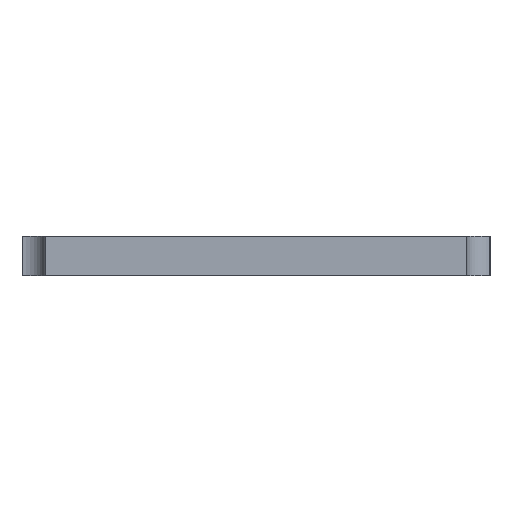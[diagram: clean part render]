
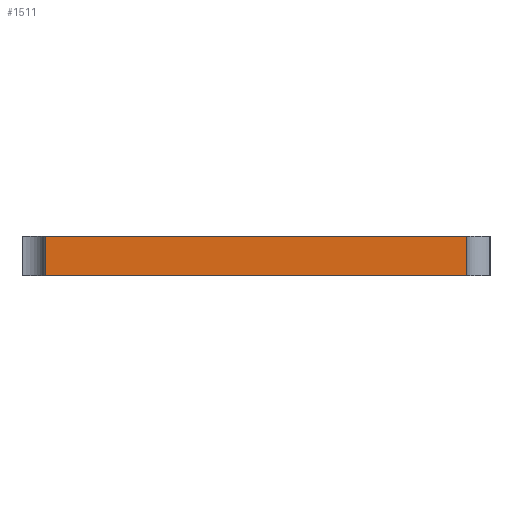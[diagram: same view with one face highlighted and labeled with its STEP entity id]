
A CAD part, left-side view. The second image highlights one B-rep face of the part: STEP entity #1511.
In plain terms, the highlighted planar face has unit normal (-1, 0, 0).
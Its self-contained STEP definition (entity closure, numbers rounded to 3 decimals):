
#146 = VERTEX_POINT('',#147);
#147 = CARTESIAN_POINT('',(108.532,-97.839,0.));
#154 = EDGE_CURVE('',#155,#146,#157,.T.);
#155 = VERTEX_POINT('',#156);
#156 = CARTESIAN_POINT('',(108.532,-148.107,0.));
#157 = LINE('',#158,#159);
#158 = CARTESIAN_POINT('',(108.532,-148.107,0.));
#159 = VECTOR('',#160,1.);
#160 = DIRECTION('',(0.,1.,0.));
#815 = VERTEX_POINT('',#816);
#816 = CARTESIAN_POINT('',(108.532,-97.839,4.69));
#823 = EDGE_CURVE('',#824,#815,#826,.T.);
#824 = VERTEX_POINT('',#825);
#825 = CARTESIAN_POINT('',(108.532,-148.107,4.69));
#826 = LINE('',#827,#828);
#827 = CARTESIAN_POINT('',(108.532,-148.107,4.69));
#828 = VECTOR('',#829,1.);
#829 = DIRECTION('',(0.,1.,0.));
#1481 = EDGE_CURVE('',#146,#815,#1482,.T.);
#1482 = LINE('',#1483,#1484);
#1483 = CARTESIAN_POINT('',(108.532,-97.839,0.));
#1484 = VECTOR('',#1485,1.);
#1485 = DIRECTION('',(0.,0.,1.));
#1511 = ADVANCED_FACE('',(#1512),#1523,.T.);
#1512 = FACE_BOUND('',#1513,.T.);
#1513 = EDGE_LOOP('',(#1514,#1520,#1521,#1522));
#1514 = ORIENTED_EDGE('',*,*,#1515,.T.);
#1515 = EDGE_CURVE('',#155,#824,#1516,.T.);
#1516 = LINE('',#1517,#1518);
#1517 = CARTESIAN_POINT('',(108.532,-148.107,0.));
#1518 = VECTOR('',#1519,1.);
#1519 = DIRECTION('',(0.,0.,1.));
#1520 = ORIENTED_EDGE('',*,*,#823,.T.);
#1521 = ORIENTED_EDGE('',*,*,#1481,.F.);
#1522 = ORIENTED_EDGE('',*,*,#154,.F.);
#1523 = PLANE('',#1524);
#1524 = AXIS2_PLACEMENT_3D('',#1525,#1526,#1527);
#1525 = CARTESIAN_POINT('',(108.532,-148.107,0.));
#1526 = DIRECTION('',(-1.,0.,0.));
#1527 = DIRECTION('',(0.,1.,0.));
